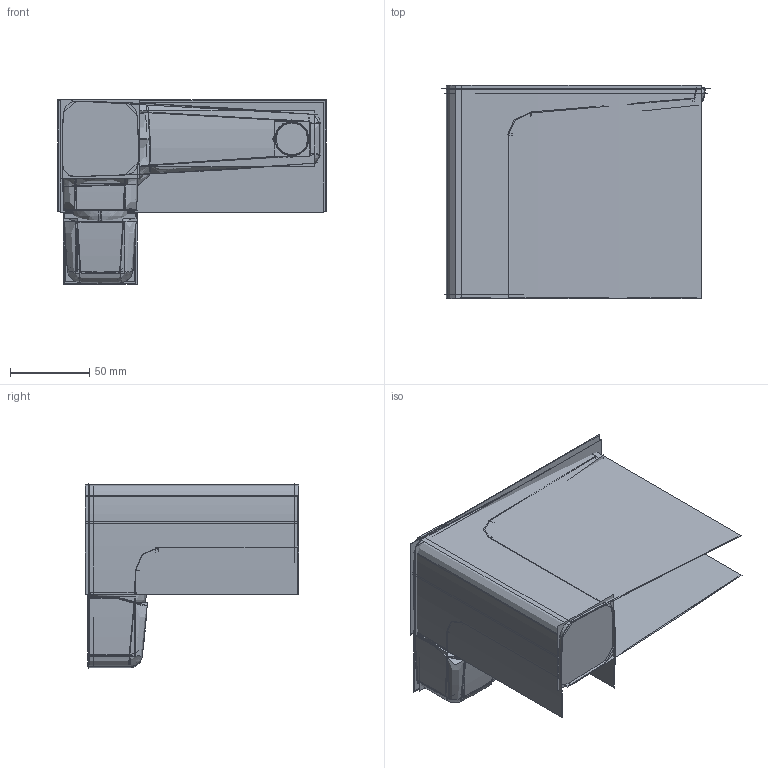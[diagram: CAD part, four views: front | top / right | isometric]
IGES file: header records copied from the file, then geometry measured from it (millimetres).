
Start section:  PTC IGES file: ilce_mixer.igs
Global section: file name: ilce_mixer.igs; native system: Creo Parametric by Parametric Technology Corporation; preprocessor: 2011490; author: utente3; organization: Unknown; date: 20140210.112104; units: millimetre
Bounding box: 169.41 x 134.68 x 116.68 mm (x, y, z)
Surface area: 227400.2 mm2 (no closed solid volume)
Topology: 0 solids, 0 shells, 358 faces, 4690 edges, 6156 vertices
Faces by surface type: revolution 224, bspline 134
